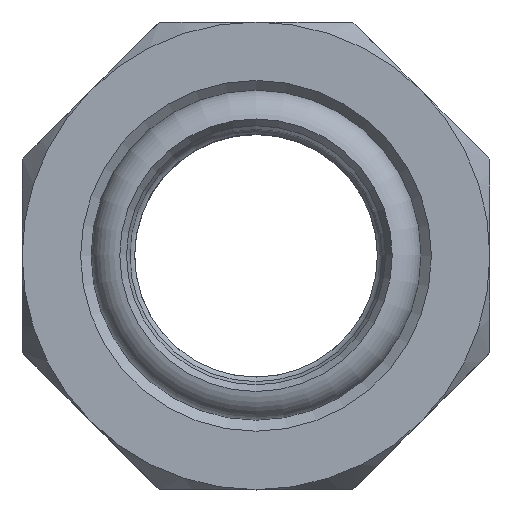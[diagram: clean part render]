
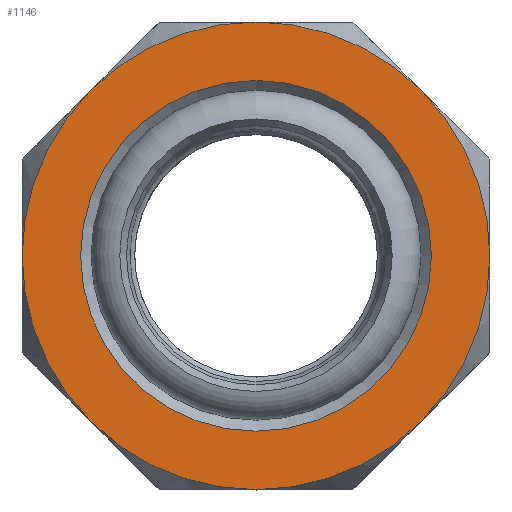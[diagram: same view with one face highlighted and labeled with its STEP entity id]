
A CAD part, top view. The second image highlights one B-rep face of the part: STEP entity #1146.
In plain terms, the highlighted planar face has unit normal (0, 0, 1).
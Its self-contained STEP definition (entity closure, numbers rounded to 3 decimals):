
#77=FACE_BOUND('',#315,.T.);
#92=PLANE('',#1323);
#242=FACE_OUTER_BOUND('',#314,.T.);
#314=EDGE_LOOP('',(#1012,#1013,#1014,#1015,#1016,#1017,#1018,#1019));
#315=EDGE_LOOP('',(#1020,#1021));
#387=CIRCLE('',#1266,26.);
#392=CIRCLE('',#1278,26.);
#407=CIRCLE('',#1309,26.);
#408=CIRCLE('',#1311,26.);
#409=CIRCLE('',#1313,26.);
#410=CIRCLE('',#1315,26.);
#411=CIRCLE('',#1317,26.);
#412=CIRCLE('',#1319,26.);
#413=CIRCLE('',#1321,19.5);
#414=CIRCLE('',#1322,19.5);
#510=VERTEX_POINT('',#1945);
#511=VERTEX_POINT('',#1949);
#517=VERTEX_POINT('',#2002);
#518=VERTEX_POINT('',#2010);
#530=VERTEX_POINT('',#2052);
#531=VERTEX_POINT('',#2067);
#532=VERTEX_POINT('',#2075);
#533=VERTEX_POINT('',#2083);
#534=VERTEX_POINT('',#2112);
#535=VERTEX_POINT('',#2114);
#645=EDGE_CURVE('',#510,#511,#387,.T.);
#665=EDGE_CURVE('',#518,#517,#392,.T.);
#696=EDGE_CURVE('',#530,#510,#407,.T.);
#697=EDGE_CURVE('',#517,#530,#408,.T.);
#698=EDGE_CURVE('',#533,#518,#409,.T.);
#699=EDGE_CURVE('',#532,#533,#410,.T.);
#700=EDGE_CURVE('',#531,#532,#411,.T.);
#701=EDGE_CURVE('',#511,#531,#412,.T.);
#703=EDGE_CURVE('',#535,#534,#413,.T.);
#704=EDGE_CURVE('',#534,#535,#414,.T.);
#1012=ORIENTED_EDGE('',*,*,#700,.F.);
#1013=ORIENTED_EDGE('',*,*,#701,.F.);
#1014=ORIENTED_EDGE('',*,*,#645,.F.);
#1015=ORIENTED_EDGE('',*,*,#696,.F.);
#1016=ORIENTED_EDGE('',*,*,#697,.F.);
#1017=ORIENTED_EDGE('',*,*,#665,.F.);
#1018=ORIENTED_EDGE('',*,*,#698,.F.);
#1019=ORIENTED_EDGE('',*,*,#699,.F.);
#1020=ORIENTED_EDGE('',*,*,#703,.T.);
#1021=ORIENTED_EDGE('',*,*,#704,.T.);
#1146=ADVANCED_FACE('',(#242,#77),#92,.T.);
#1266=AXIS2_PLACEMENT_3D('',#1950,#1560,#1561);
#1278=AXIS2_PLACEMENT_3D('',#2014,#1584,#1585);
#1309=AXIS2_PLACEMENT_3D('',#2100,#1650,#1651);
#1311=AXIS2_PLACEMENT_3D('',#2102,#1654,#1655);
#1313=AXIS2_PLACEMENT_3D('',#2104,#1658,#1659);
#1315=AXIS2_PLACEMENT_3D('',#2106,#1662,#1663);
#1317=AXIS2_PLACEMENT_3D('',#2108,#1666,#1667);
#1319=AXIS2_PLACEMENT_3D('',#2110,#1670,#1671);
#1321=AXIS2_PLACEMENT_3D('',#2115,#1675,#1676);
#1322=AXIS2_PLACEMENT_3D('',#2116,#1677,#1678);
#1323=AXIS2_PLACEMENT_3D('',#2117,#1679,#1680);
#1560=DIRECTION('center_axis',(0.,0.,
-1.));
#1561=DIRECTION('ref_axis',(-1.,0.,0.));
#1584=DIRECTION('center_axis',(0.,0.,
-1.));
#1585=DIRECTION('ref_axis',(-1.,0.,0.));
#1650=DIRECTION('center_axis',(0.,0.,
-1.));
#1651=DIRECTION('ref_axis',(-1.,0.,0.));
#1654=DIRECTION('center_axis',(0.,0.,
-1.));
#1655=DIRECTION('ref_axis',(-1.,0.,0.));
#1658=DIRECTION('center_axis',(0.,0.,
-1.));
#1659=DIRECTION('ref_axis',(-1.,0.,0.));
#1662=DIRECTION('center_axis',(0.,0.,
-1.));
#1663=DIRECTION('ref_axis',(-1.,0.,0.));
#1666=DIRECTION('center_axis',(0.,0.,
-1.));
#1667=DIRECTION('ref_axis',(-1.,0.,0.));
#1670=DIRECTION('center_axis',(0.,0.,
-1.));
#1671=DIRECTION('ref_axis',(-1.,0.,0.));
#1675=DIRECTION('center_axis',(0.,0.,
-1.));
#1676=DIRECTION('ref_axis',(-1.,0.,0.));
#1677=DIRECTION('center_axis',(0.,0.,
-1.));
#1678=DIRECTION('ref_axis',(-1.,0.,0.));
#1679=DIRECTION('center_axis',(0.,0.,
1.));
#1680=DIRECTION('ref_axis',(1.,0.,0.));
#1945=CARTESIAN_POINT('',(0.,-26.,0.));
#1949=CARTESIAN_POINT('',(-18.385,-18.385,0.));
#1950=CARTESIAN_POINT('Origin',(0.,0.,
0.));
#2002=CARTESIAN_POINT('',(26.,0.,0.));
#2010=CARTESIAN_POINT('',(18.385,18.385,0.));
#2014=CARTESIAN_POINT('Origin',(0.,0.,
0.));
#2052=CARTESIAN_POINT('',(18.385,-18.385,0.));
#2067=CARTESIAN_POINT('',(-26.,0.,0.));
#2075=CARTESIAN_POINT('',(-18.385,18.385,0.));
#2083=CARTESIAN_POINT('',(0.,26.,0.));
#2100=CARTESIAN_POINT('Origin',(0.,0.,
0.));
#2102=CARTESIAN_POINT('Origin',(0.,0.,
0.));
#2104=CARTESIAN_POINT('Origin',(0.,0.,
0.));
#2106=CARTESIAN_POINT('Origin',(0.,0.,
0.));
#2108=CARTESIAN_POINT('Origin',(0.,0.,
0.));
#2110=CARTESIAN_POINT('Origin',(0.,0.,
0.));
#2112=CARTESIAN_POINT('',(19.5,0.,0.));
#2114=CARTESIAN_POINT('',(-19.5,0.,0.));
#2115=CARTESIAN_POINT('Origin',(0.,0.,
0.));
#2116=CARTESIAN_POINT('Origin',(0.,0.,
0.));
#2117=CARTESIAN_POINT('Origin',(-22.75,0.,0.));
